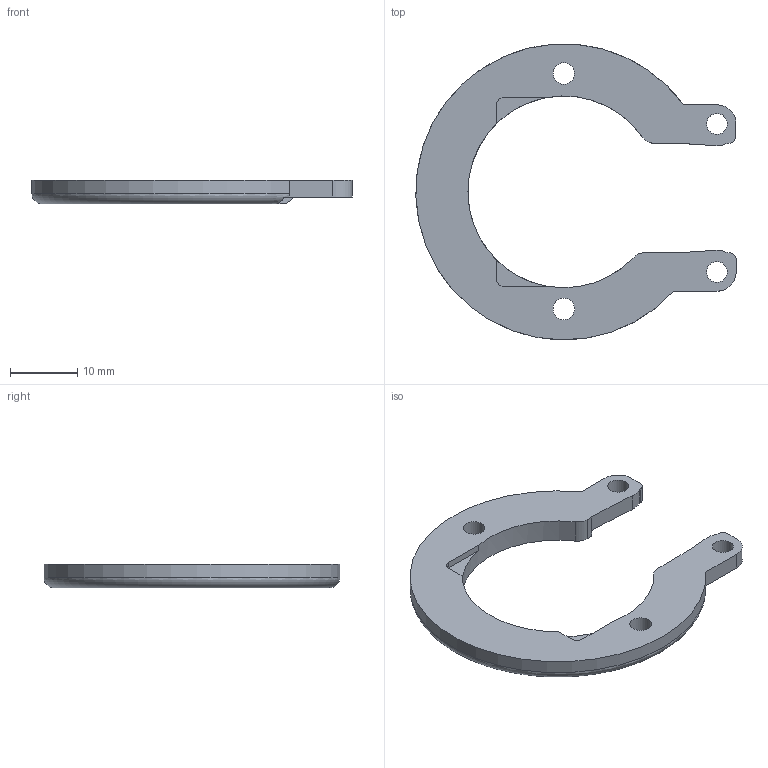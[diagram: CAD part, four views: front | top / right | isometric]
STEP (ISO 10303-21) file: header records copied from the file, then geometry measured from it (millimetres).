
FILE_DESCRIPTION(/* description */ (''),/* implementation_level */ '2;1');
FILE_NAME(/* name */ 'sensor-base.step',/* time_stamp */ '2026-01-18T19:18:55-06:00',/* author */ (''),/* organization */ (''),/* preprocessor_version */ 'ST-DEVELOPER v20.1',/* originating_system */ 'Autodesk Translation Framework v14.21.0.0',/* authorisation */ '');
FILE_SCHEMA (('AUTOMOTIVE_DESIGN { 1 0 10303 214 3 1 1 }'));
Length unit declared in the file: millimetre
Products named in the file (2): Sheetmetal Crosses; TrackballSensorBase
Assembly tree (1 placements, depth 2):
  Sheetmetal Crosses
    TrackballSensorBase
Bounding box: 47.6 x 43.96 x 3.5 mm (x, y, z)
Volume: 2585.1 mm3; surface area: 2426.3 mm2
Topology: 1 solids, 1 shells, 40 faces, 114 edges, 76 vertices
Faces by surface type: cylinder 20, plane 19, torus 1
Full cylindrical faces by diameter (mm): 3.1 x2, 3.2 x2
Entity records: 1432 total; most frequent: CARTESIAN_POINT 260, DIRECTION 242, ORIENTED_EDGE 228, EDGE_CURVE 114, AXIS2_PLACEMENT_3D 90, VERTEX_POINT 76, LINE 62, VECTOR 62
